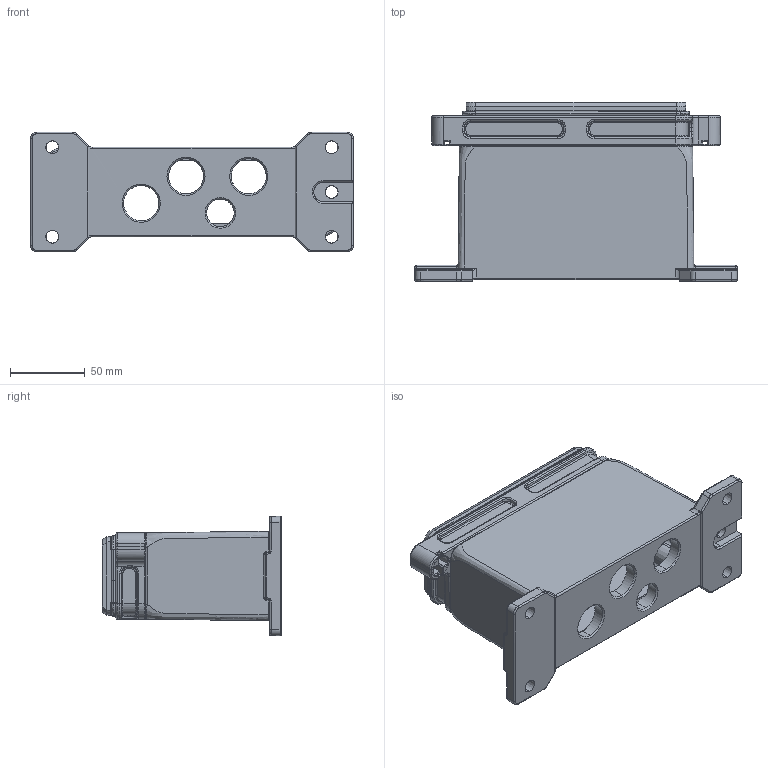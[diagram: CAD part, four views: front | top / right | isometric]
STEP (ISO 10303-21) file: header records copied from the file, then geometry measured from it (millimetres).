
FILE_DESCRIPTION (( 'STEP AP203' ), '1' );
FILE_NAME ('HP24B_H-SFH-2T-3M25M20.STP', '2017-08-12T10:54:48', ( '微软用户' ), ( '微软中国' ), 'SwSTEP 2.0', 'SolidWorks 2012', '' );
FILE_SCHEMA (( 'CONFIG_CONTROL_DESIGN' ));
Length unit declared in the file: millimetre
Products named in the file (1): HP24B_H-SFH-2T-3M25M20
Bounding box: 215.96 x 119.9 x 79.96 mm (x, y, z)
Volume: 490979.3 mm3; surface area: 130396.7 mm2
Topology: 1 solids, 1 shells, 1105 faces, 2772 edges, 1673 vertices
Faces by surface type: cylinder 360, plane 313, bspline 237, cone 110, torus 69, sphere 16
Entity records: 58188 total; most frequent: CARTESIAN_POINT 35368, ORIENTED_EDGE 5468, DIRECTION 3720, EDGE_CURVE 2734, VERTEX_POINT 1653, AXIS2_PLACEMENT_3D 1353, EDGE_LOOP 1161, ADVANCED_FACE 1105
